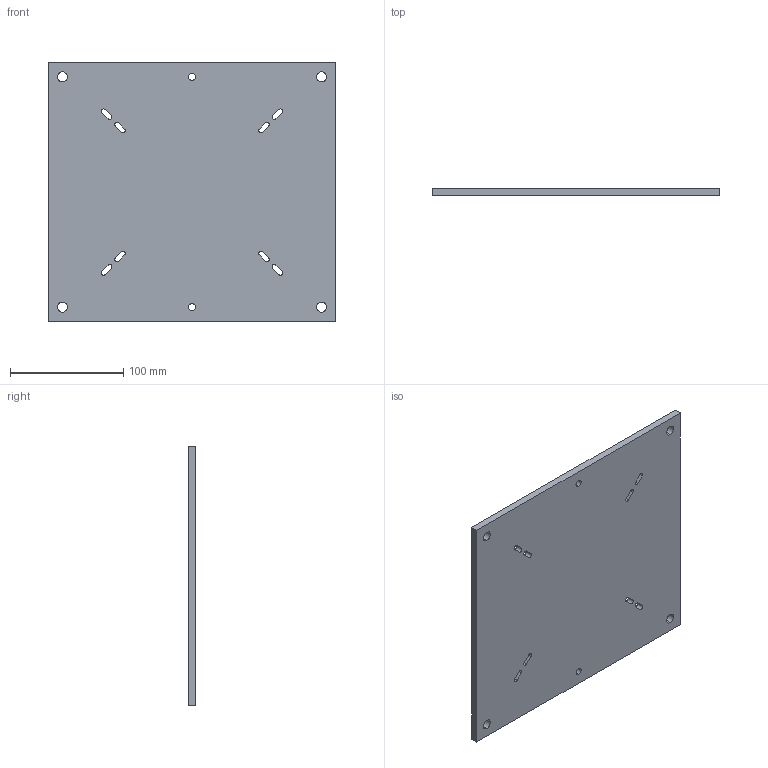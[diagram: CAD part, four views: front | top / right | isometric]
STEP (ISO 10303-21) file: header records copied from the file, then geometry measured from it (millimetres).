
FILE_DESCRIPTION (( 'STEP AP203' ), '1' );
FILE_NAME ('HorizontalJigPlateOreSat0.STEP', '2020-08-26T21:23:47', ( '' ), ( '' ), 'SwSTEP 2.0', 'SolidWorks 2020', '' );
FILE_SCHEMA (( 'CONFIG_CONTROL_DESIGN' ));
Length unit declared in the file: inch
Products named in the file (1): HorizontalJigPlateOreSat0
Bounding box: 254 x 6.35 x 228.6 mm (x, y, z)
Volume: 364597 mm3; surface area: 123325.9 mm2
Topology: 1 solids, 1 shells, 58 faces, 168 edges, 112 vertices
Faces by surface type: cylinder 36, plane 22
Entity records: 2079 total; most frequent: DIRECTION 358, CARTESIAN_POINT 339, ORIENTED_EDGE 336, EDGE_CURVE 168, AXIS2_PLACEMENT_3D 131, VERTEX_POINT 112, LINE 96, VECTOR 96
